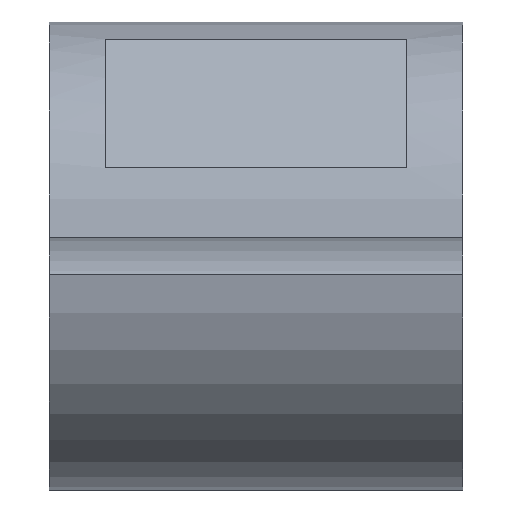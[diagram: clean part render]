
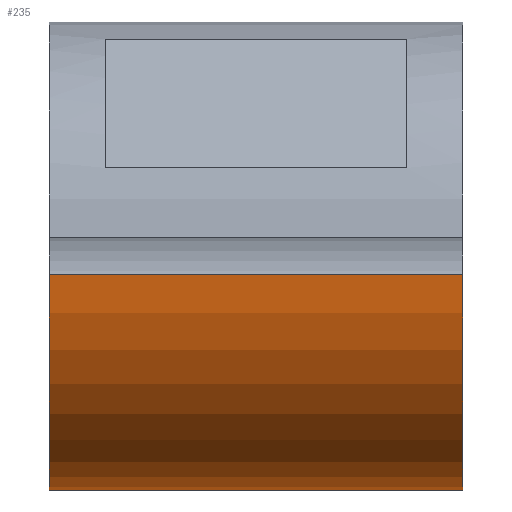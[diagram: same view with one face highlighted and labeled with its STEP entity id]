
A CAD part, left-side view. The second image highlights one B-rep face of the part: STEP entity #235.
In plain terms, the highlighted cylindrical face has radius 3.175 mm (diameter 6.35 mm), a partial arc.
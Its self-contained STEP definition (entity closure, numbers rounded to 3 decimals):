
#1 = ORIENTED_EDGE ( 'NONE', *, *, #397, .T. ) ;
#16 = CARTESIAN_POINT ( 'NONE',  ( -3.165, 2.807, -0.254 ) ) ;
#32 = EDGE_CURVE ( 'NONE', #528, #531, #415, .T. ) ;
#46 = DIRECTION ( 'NONE',  ( 0., 0., 1. ) ) ;
#47 = ORIENTED_EDGE ( 'NONE', *, *, #385, .F. ) ;
#136 = AXIS2_PLACEMENT_3D ( 'NONE', #591, #574, #456 ) ;
#151 = VERTEX_POINT ( 'NONE', #242 ) ;
#158 = DIRECTION ( 'NONE',  ( 0., 1., 0. ) ) ;
#180 = DIRECTION ( 'NONE',  ( 0., 0., 1. ) ) ;
#185 = DIRECTION ( 'NONE',  ( 0., 1., 0. ) ) ;
#191 = CARTESIAN_POINT ( 'NONE',  ( 0., -2.807, 0. ) ) ;
#234 = CIRCLE ( 'NONE', #136, 3.175 ) ;
#235 = ADVANCED_FACE ( 'NONE', ( #502 ), #534, .T. ) ;
#241 = AXIS2_PLACEMENT_3D ( 'NONE', #264, #158, #46 ) ;
#242 = CARTESIAN_POINT ( 'NONE',  ( -3.165, -2.807, -0.254 ) ) ;
#264 = CARTESIAN_POINT ( 'NONE',  ( 0., -2.807, 0. ) ) ;
#282 = VERTEX_POINT ( 'NONE', #16 ) ;
#350 = CARTESIAN_POINT ( 'NONE',  ( 0., -2.807, -3.175 ) ) ;
#360 = CARTESIAN_POINT ( 'NONE',  ( 0., 2.807, -3.175 ) ) ;
#363 = LINE ( 'NONE', #526, #611 ) ;
#370 = CARTESIAN_POINT ( 'NONE',  ( 0., -2.807, -3.175 ) ) ;
#377 = VECTOR ( 'NONE', #524, 1000. ) ;
#385 = EDGE_CURVE ( 'NONE', #531, #282, #234, .T. ) ;
#397 = EDGE_CURVE ( 'NONE', #151, #282, #363, .T. ) ;
#415 = LINE ( 'NONE', #350, #377 ) ;
#448 = DIRECTION ( 'NONE',  ( 0., 1., 0. ) ) ;
#456 = DIRECTION ( 'NONE',  ( 0., 0., 1. ) ) ;
#502 = FACE_OUTER_BOUND ( 'NONE', #670, .T. ) ;
#524 = DIRECTION ( 'NONE',  ( 0., 1., 0. ) ) ;
#526 = CARTESIAN_POINT ( 'NONE',  ( -3.165, -2.807, -0.254 ) ) ;
#528 = VERTEX_POINT ( 'NONE', #370 ) ;
#531 = VERTEX_POINT ( 'NONE', #360 ) ;
#534 = CYLINDRICAL_SURFACE ( 'NONE', #241, 3.175 ) ;
#560 = AXIS2_PLACEMENT_3D ( 'NONE', #191, #185, #180 ) ;
#572 = CIRCLE ( 'NONE', #560, 3.175 ) ;
#574 = DIRECTION ( 'NONE',  ( 0., 1., 0. ) ) ;
#587 = ORIENTED_EDGE ( 'NONE', *, *, #32, .F. ) ;
#590 = EDGE_CURVE ( 'NONE', #528, #151, #572, .T. ) ;
#591 = CARTESIAN_POINT ( 'NONE',  ( 0., 2.807, 0. ) ) ;
#611 = VECTOR ( 'NONE', #448, 1000. ) ;
#670 = EDGE_LOOP ( 'NONE', ( #587, #674, #1, #47 ) ) ;
#674 = ORIENTED_EDGE ( 'NONE', *, *, #590, .T. ) ;
